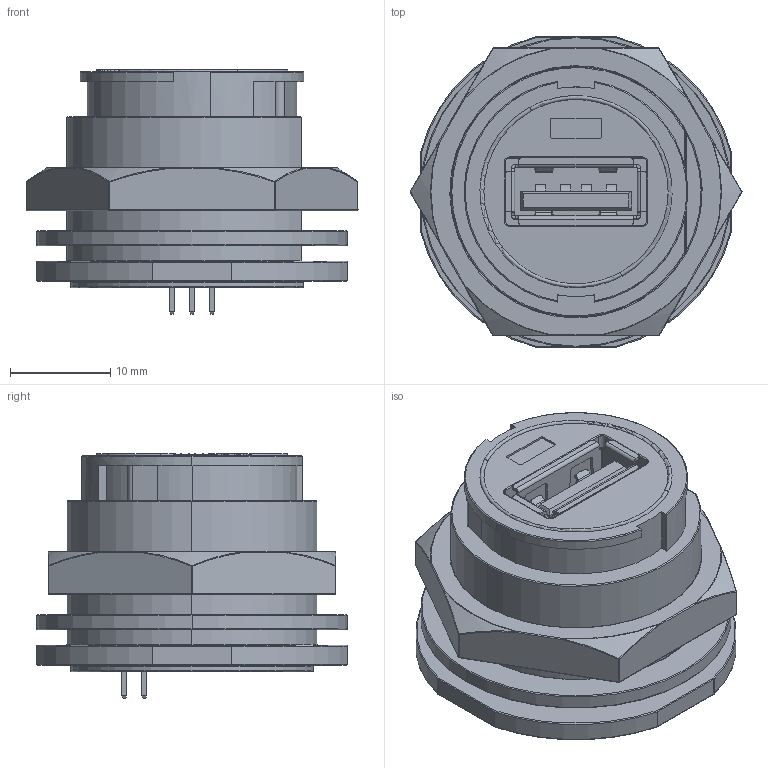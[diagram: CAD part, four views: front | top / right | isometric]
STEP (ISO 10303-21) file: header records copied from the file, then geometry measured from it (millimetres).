
FILE_DESCRIPTION(('CATIA V5 STEP Exchange'),'2;1');
FILE_NAME('Plastic Waterproof Coupler A Female to Solder Pins.stp','2010-08-31T00:17:55+00:00',('none'),('none'),'CATIA Version 5 Release 19 SP 6 (IN-10)','CATIA V5 STEP AP214','none');
FILE_SCHEMA(('AUTOMOTIVE_DESIGN { 1 0 10303 214 1 1 1 1 }'));
Length unit declared in the file: inch
Products named in the file (1): Plastic Waterproof Coupler A Female to Solder Pins
Bounding box: 33.11 x 31 x 24.39 mm (x, y, z)
Volume: 10720.1 mm3; surface area: 6936.2 mm2
Topology: 3 solids, 3 shells, 476 faces, 1253 edges, 746 vertices
Faces by surface type: plane 208, cylinder 161, torus 57, sphere 50
Entity records: 15855 total; most frequent: CARTESIAN_POINT 3406, ORIENTED_EDGE 2418, DIRECTION 1836, EDGE_CURVE 1209, AXIS2_PLACEMENT_3D 793, VERTEX_POINT 746, VECTOR 672, LINE 672
